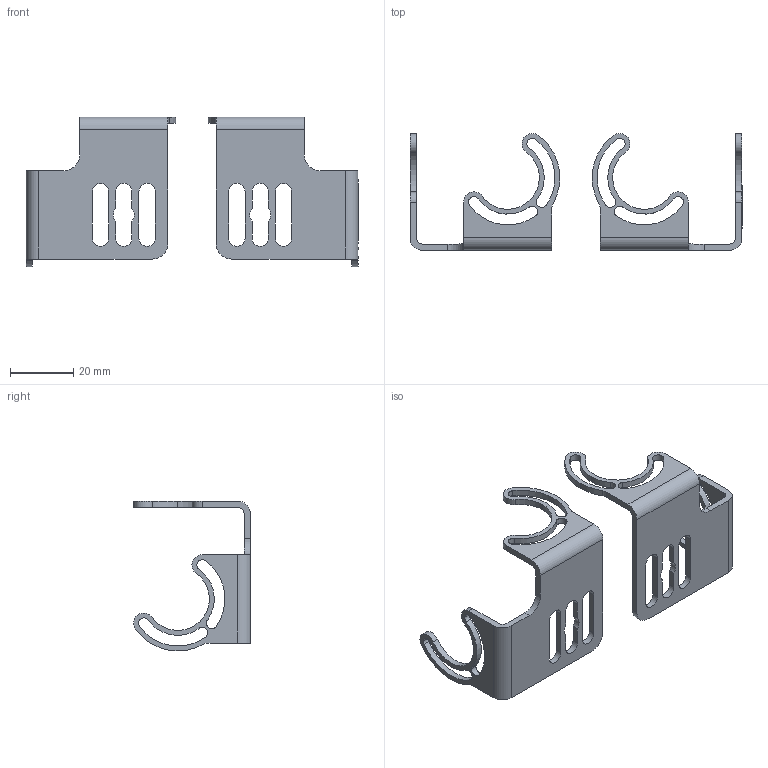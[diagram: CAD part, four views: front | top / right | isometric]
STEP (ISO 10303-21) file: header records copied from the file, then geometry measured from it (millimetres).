
FILE_DESCRIPTION (( 'STEP AP214' ), '1' );
FILE_NAME ('P00R4.STEP', '2025-02-25T18:25:30', ( '' ), ( '' ), 'SwSTEP 2.0', 'SolidWorks 2024', '' );
FILE_SCHEMA (( 'AUTOMOTIVE_DESIGN' ));
Length unit declared in the file: inch
Products named in the file (1): P00R4
Bounding box: 105.24 x 37 x 47.5 mm (x, y, z)
Volume: 8356 mm3; surface area: 11031.6 mm2
Topology: 2 solids, 2 shells, 136 faces, 396 edges, 264 vertices
Faces by surface type: cylinder 100, plane 36
Entity records: 4694 total; most frequent: DIRECTION 870, CARTESIAN_POINT 797, ORIENTED_EDGE 792, EDGE_CURVE 396, AXIS2_PLACEMENT_3D 337, VERTEX_POINT 264, CIRCLE 200, VECTOR 196
